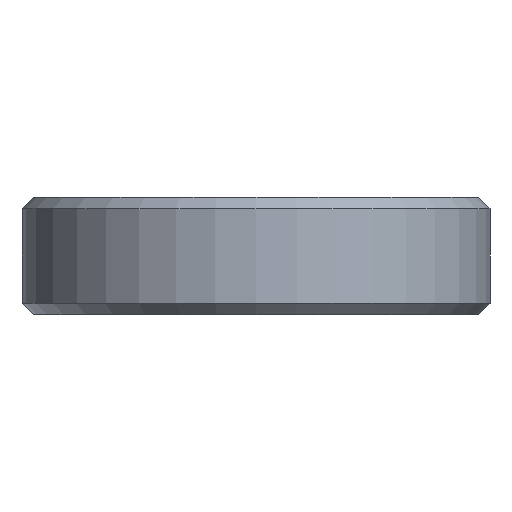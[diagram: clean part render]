
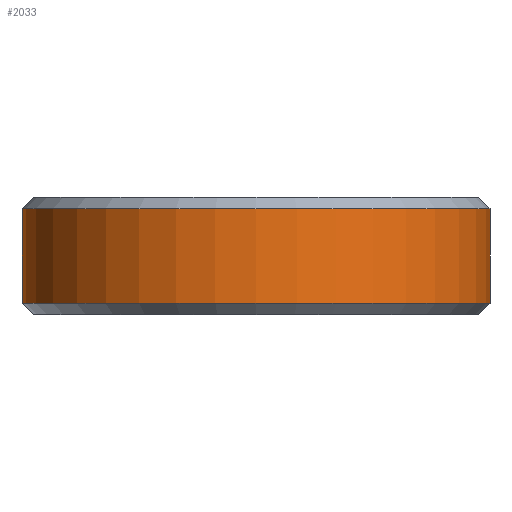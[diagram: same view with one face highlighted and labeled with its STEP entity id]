
A CAD part, left-side view. The second image highlights one B-rep face of the part: STEP entity #2033.
In plain terms, the highlighted cylindrical face has radius 6.25 mm (diameter 12.5 mm), a partial arc.
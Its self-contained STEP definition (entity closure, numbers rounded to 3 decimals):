
#382 = CONICAL_SURFACE('',#383,6.25,0.785);
#383 = AXIS2_PLACEMENT_3D('',#384,#385,#386);
#384 = CARTESIAN_POINT('',(0.,0.,0.3));
#385 = DIRECTION('',(0.,0.,1.));
#386 = DIRECTION('',(0.,1.,0.));
#1106 = VERTEX_POINT('',#1107);
#1107 = CARTESIAN_POINT('',(0.,-6.25,0.3));
#1142 = PLANE('',#1143);
#1143 = AXIS2_PLACEMENT_3D('',#1144,#1145,#1146);
#1144 = CARTESIAN_POINT('',(150.,-6.25,0.));
#1145 = DIRECTION('',(0.,-1.,0.));
#1146 = DIRECTION('',(-1.,0.,0.));
#1160 = VERTEX_POINT('',#1161);
#1161 = CARTESIAN_POINT('',(0.,6.25,0.3));
#1181 = EDGE_CURVE('',#1160,#1106,#1182,.T.);
#1182 = SURFACE_CURVE('',#1183,(#1188,#1195),.PCURVE_S1.);
#1183 = CIRCLE('',#1184,6.25);
#1184 = AXIS2_PLACEMENT_3D('',#1185,#1186,#1187);
#1185 = CARTESIAN_POINT('',(0.,0.,0.3));
#1186 = DIRECTION('',(0.,-0.,1.));
#1187 = DIRECTION('',(0.,1.,0.));
#1188 = PCURVE('',#382,#1189);
#1189 = DEFINITIONAL_REPRESENTATION('',(#1190),#1194);
#1190 = LINE('',#1191,#1192);
#1191 = CARTESIAN_POINT('',(0.,-0.));
#1192 = VECTOR('',#1193,1.);
#1193 = DIRECTION('',(1.,-0.));
#1194 = ( GEOMETRIC_REPRESENTATION_CONTEXT(2) 
PARAMETRIC_REPRESENTATION_CONTEXT() REPRESENTATION_CONTEXT('2D SPACE',''
  ) );
#1195 = PCURVE('',#1196,#1201);
#1196 = CYLINDRICAL_SURFACE('',#1197,6.25);
#1197 = AXIS2_PLACEMENT_3D('',#1198,#1199,#1200);
#1198 = CARTESIAN_POINT('',(0.,0.,0.));
#1199 = DIRECTION('',(-0.,-0.,-1.));
#1200 = DIRECTION('',(1.,0.,0.));
#1201 = DEFINITIONAL_REPRESENTATION('',(#1202),#1206);
#1202 = LINE('',#1203,#1204);
#1203 = CARTESIAN_POINT('',(-1.571,-0.3));
#1204 = VECTOR('',#1205,1.);
#1205 = DIRECTION('',(-1.,0.));
#1206 = ( GEOMETRIC_REPRESENTATION_CONTEXT(2) 
PARAMETRIC_REPRESENTATION_CONTEXT() REPRESENTATION_CONTEXT('2D SPACE',''
  ) );
#1228 = PLANE('',#1229);
#1229 = AXIS2_PLACEMENT_3D('',#1230,#1231,#1232);
#1230 = CARTESIAN_POINT('',(150.,6.25,0.));
#1231 = DIRECTION('',(0.,-1.,0.));
#1232 = DIRECTION('',(-1.,0.,0.));
#1985 = VERTEX_POINT('',#1986);
#1986 = CARTESIAN_POINT('',(0.,-6.25,2.825));
#2012 = EDGE_CURVE('',#1106,#1985,#2013,.T.);
#2013 = SURFACE_CURVE('',#2014,(#2018,#2025),.PCURVE_S1.);
#2014 = LINE('',#2015,#2016);
#2015 = CARTESIAN_POINT('',(0.,-6.25,0.));
#2016 = VECTOR('',#2017,1.);
#2017 = DIRECTION('',(0.,0.,1.));
#2018 = PCURVE('',#1142,#2019);
#2019 = DEFINITIONAL_REPRESENTATION('',(#2020),#2024);
#2020 = LINE('',#2021,#2022);
#2021 = CARTESIAN_POINT('',(150.,0.));
#2022 = VECTOR('',#2023,1.);
#2023 = DIRECTION('',(0.,-1.));
#2024 = ( GEOMETRIC_REPRESENTATION_CONTEXT(2) 
PARAMETRIC_REPRESENTATION_CONTEXT() REPRESENTATION_CONTEXT('2D SPACE',''
  ) );
#2025 = PCURVE('',#1196,#2026);
#2026 = DEFINITIONAL_REPRESENTATION('',(#2027),#2031);
#2027 = LINE('',#2028,#2029);
#2028 = CARTESIAN_POINT('',(-4.712,0.));
#2029 = VECTOR('',#2030,1.);
#2030 = DIRECTION('',(-0.,-1.));
#2031 = ( GEOMETRIC_REPRESENTATION_CONTEXT(2) 
PARAMETRIC_REPRESENTATION_CONTEXT() REPRESENTATION_CONTEXT('2D SPACE',''
  ) );
#2033 = ADVANCED_FACE('',(#2034),#1196,.T.);
#2034 = FACE_BOUND('',#2035,.F.);
#2035 = EDGE_LOOP('',(#2036,#2059,#2086,#2087));
#2036 = ORIENTED_EDGE('',*,*,#2037,.T.);
#2037 = EDGE_CURVE('',#1160,#2038,#2040,.T.);
#2038 = VERTEX_POINT('',#2039);
#2039 = CARTESIAN_POINT('',(0.,6.25,2.825));
#2040 = SURFACE_CURVE('',#2041,(#2045,#2052),.PCURVE_S1.);
#2041 = LINE('',#2042,#2043);
#2042 = CARTESIAN_POINT('',(0.,6.25,0.));
#2043 = VECTOR('',#2044,1.);
#2044 = DIRECTION('',(0.,0.,1.));
#2045 = PCURVE('',#1196,#2046);
#2046 = DEFINITIONAL_REPRESENTATION('',(#2047),#2051);
#2047 = LINE('',#2048,#2049);
#2048 = CARTESIAN_POINT('',(-1.571,0.));
#2049 = VECTOR('',#2050,1.);
#2050 = DIRECTION('',(-0.,-1.));
#2051 = ( GEOMETRIC_REPRESENTATION_CONTEXT(2) 
PARAMETRIC_REPRESENTATION_CONTEXT() REPRESENTATION_CONTEXT('2D SPACE',''
  ) );
#2052 = PCURVE('',#1228,#2053);
#2053 = DEFINITIONAL_REPRESENTATION('',(#2054),#2058);
#2054 = LINE('',#2055,#2056);
#2055 = CARTESIAN_POINT('',(150.,0.));
#2056 = VECTOR('',#2057,1.);
#2057 = DIRECTION('',(0.,-1.));
#2058 = ( GEOMETRIC_REPRESENTATION_CONTEXT(2) 
PARAMETRIC_REPRESENTATION_CONTEXT() REPRESENTATION_CONTEXT('2D SPACE',''
  ) );
#2059 = ORIENTED_EDGE('',*,*,#2060,.T.);
#2060 = EDGE_CURVE('',#2038,#1985,#2061,.T.);
#2061 = SURFACE_CURVE('',#2062,(#2067,#2074),.PCURVE_S1.);
#2062 = CIRCLE('',#2063,6.25);
#2063 = AXIS2_PLACEMENT_3D('',#2064,#2065,#2066);
#2064 = CARTESIAN_POINT('',(0.,0.,2.825));
#2065 = DIRECTION('',(0.,-0.,1.));
#2066 = DIRECTION('',(0.,1.,0.));
#2067 = PCURVE('',#1196,#2068);
#2068 = DEFINITIONAL_REPRESENTATION('',(#2069),#2073);
#2069 = LINE('',#2070,#2071);
#2070 = CARTESIAN_POINT('',(-1.571,-2.825));
#2071 = VECTOR('',#2072,1.);
#2072 = DIRECTION('',(-1.,0.));
#2073 = ( GEOMETRIC_REPRESENTATION_CONTEXT(2) 
PARAMETRIC_REPRESENTATION_CONTEXT() REPRESENTATION_CONTEXT('2D SPACE',''
  ) );
#2074 = PCURVE('',#2075,#2080);
#2075 = CONICAL_SURFACE('',#2076,6.25,0.785);
#2076 = AXIS2_PLACEMENT_3D('',#2077,#2078,#2079);
#2077 = CARTESIAN_POINT('',(0.,0.,2.825));
#2078 = DIRECTION('',(-0.,-0.,-1.));
#2079 = DIRECTION('',(0.,1.,0.));
#2080 = DEFINITIONAL_REPRESENTATION('',(#2081),#2085);
#2081 = LINE('',#2082,#2083);
#2082 = CARTESIAN_POINT('',(-0.,-0.));
#2083 = VECTOR('',#2084,1.);
#2084 = DIRECTION('',(-1.,-0.));
#2085 = ( GEOMETRIC_REPRESENTATION_CONTEXT(2) 
PARAMETRIC_REPRESENTATION_CONTEXT() REPRESENTATION_CONTEXT('2D SPACE',''
  ) );
#2086 = ORIENTED_EDGE('',*,*,#2012,.F.);
#2087 = ORIENTED_EDGE('',*,*,#1181,.F.);
